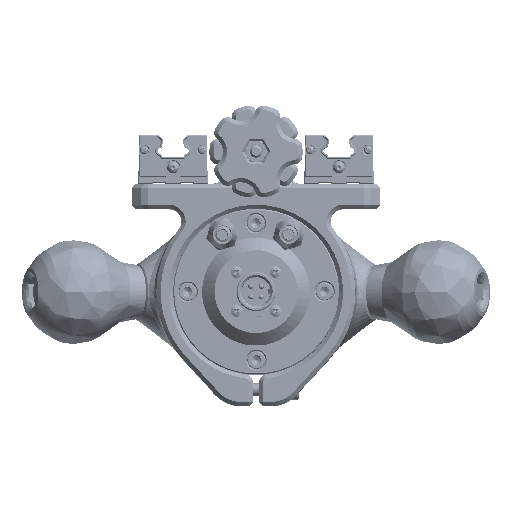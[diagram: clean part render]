
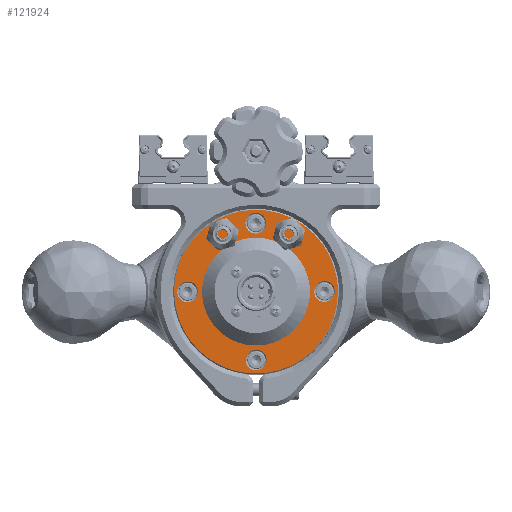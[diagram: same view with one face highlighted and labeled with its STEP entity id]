
A CAD part, top view. The second image highlights one B-rep face of the part: STEP entity #121924.
In plain terms, the highlighted free-form (B-spline) face has degree [1, 1] with [2, 2] control points.
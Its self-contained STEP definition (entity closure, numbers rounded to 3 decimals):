
#121869 = VERTEX_POINT('',#121870);
#121870 = CARTESIAN_POINT('',(30.071,-4.459,
    120.225));
#121877 = EDGE_CURVE('',#121869,#121869,#121878,.T.);
#121878 = ( BOUNDED_CURVE() B_SPLINE_CURVE(2,(#121879,#121880,#121881,
    #121882,#121883,#121884,#121885),.UNSPECIFIED.,.T.,.F.) 
B_SPLINE_CURVE_WITH_KNOTS((1,2,2,2,2,1),(-2.094,0.,
    2.094,4.189,6.283,8.378),
.UNSPECIFIED.) CURVE() GEOMETRIC_REPRESENTATION_ITEM() 
RATIONAL_B_SPLINE_CURVE((1.,0.5,1.,0.5,1.,0.5,1.)) REPRESENTATION_ITEM(
  '') );
#121879 = CARTESIAN_POINT('',(30.071,-4.459,
    120.225));
#121880 = CARTESIAN_POINT('',(37.958,-4.434,
    120.225));
#121881 = CARTESIAN_POINT('',(33.993,2.384,
    120.225));
#121882 = CARTESIAN_POINT('',(30.027,9.203,
    120.225));
#121883 = CARTESIAN_POINT('',(26.105,2.359,
    120.225));
#121884 = CARTESIAN_POINT('',(22.183,-4.484,
    120.225));
#121885 = CARTESIAN_POINT('',(30.071,-4.459,
    120.225));
#121924 = ADVANCED_FACE('',(#121925,#121939,#121953,#121967,#121981,
    #121995),#121998,.F.);
#121925 = FACE_BOUND('',#121926,.F.);
#121926 = EDGE_LOOP('',(#121927));
#121927 = ORIENTED_EDGE('',*,*,#121928,.T.);
#121928 = EDGE_CURVE('',#121929,#121929,#121931,.T.);
#121929 = VERTEX_POINT('',#121930);
#121930 = CARTESIAN_POINT('',(-30.042,-4.649,
    120.225));
#121931 = ( BOUNDED_CURVE() B_SPLINE_CURVE(2,(#121932,#121933,#121934,
    #121935,#121936,#121937,#121938),.UNSPECIFIED.,.T.,.F.) 
B_SPLINE_CURVE_WITH_KNOTS((1,2,2,2,2,1),(-2.094,0.,
    2.094,4.189,6.283,8.378),
.UNSPECIFIED.) CURVE() GEOMETRIC_REPRESENTATION_ITEM() 
RATIONAL_B_SPLINE_CURVE((1.,0.5,1.,0.5,1.,0.5,1.)) REPRESENTATION_ITEM(
  '') );
#121932 = CARTESIAN_POINT('',(-30.042,-4.649,
    120.225));
#121933 = CARTESIAN_POINT('',(-22.154,-4.624,
    120.225));
#121934 = CARTESIAN_POINT('',(-26.12,2.195,
    120.225));
#121935 = CARTESIAN_POINT('',(-30.085,9.013,
    120.225));
#121936 = CARTESIAN_POINT('',(-34.007,2.17,
    120.225));
#121937 = CARTESIAN_POINT('',(-37.93,-4.674,
    120.225));
#121938 = CARTESIAN_POINT('',(-30.042,-4.649,
    120.225));
#121939 = FACE_BOUND('',#121940,.F.);
#121940 = EDGE_LOOP('',(#121941));
#121941 = ORIENTED_EDGE('',*,*,#121942,.T.);
#121942 = EDGE_CURVE('',#121943,#121943,#121945,.T.);
#121943 = VERTEX_POINT('',#121944);
#121944 = CARTESIAN_POINT('',(35.976,0.113,
    120.225));
#121945 = ( BOUNDED_CURVE() B_SPLINE_CURVE(2,(#121946,#121947,#121948,
    #121949,#121950,#121951,#121952),.UNSPECIFIED.,.T.,.F.) 
B_SPLINE_CURVE_WITH_KNOTS((1,2,2,2,2,1),(-2.094,0.,
    2.094,4.189,6.283,8.378),
.UNSPECIFIED.) CURVE() GEOMETRIC_REPRESENTATION_ITEM() 
RATIONAL_B_SPLINE_CURVE((1.,0.5,1.,0.5,1.,0.5,1.)) REPRESENTATION_ITEM(
  '') );
#121946 = CARTESIAN_POINT('',(35.976,0.113,
    120.225));
#121947 = CARTESIAN_POINT('',(36.173,-62.199,
    120.225));
#121948 = CARTESIAN_POINT('',(-17.89,-31.213,
    120.225));
#121949 = CARTESIAN_POINT('',(-71.953,-0.227,
    120.225));
#121950 = CARTESIAN_POINT('',(-18.086,31.1,
    120.225));
#121951 = CARTESIAN_POINT('',(35.78,62.426,
    120.225));
#121952 = CARTESIAN_POINT('',(35.976,0.113,
    120.225));
#121953 = FACE_BOUND('',#121954,.F.);
#121954 = EDGE_LOOP('',(#121955));
#121955 = ORIENTED_EDGE('',*,*,#121956,.F.);
#121956 = EDGE_CURVE('',#121957,#121957,#121959,.T.);
#121957 = VERTEX_POINT('',#121958);
#121958 = CARTESIAN_POINT('',(23.681,0.075,
    120.225));
#121959 = ( BOUNDED_CURVE() B_SPLINE_CURVE(2,(#121960,#121961,#121962,
    #121963,#121964,#121965,#121966),.UNSPECIFIED.,.T.,.F.) 
B_SPLINE_CURVE_WITH_KNOTS((1,2,2,2,2,1),(-2.094,0.,
    2.094,4.189,6.283,8.378),
.UNSPECIFIED.) CURVE() GEOMETRIC_REPRESENTATION_ITEM() 
RATIONAL_B_SPLINE_CURVE((1.,0.5,1.,0.5,1.,0.5,1.)) REPRESENTATION_ITEM(
  '') );
#121960 = CARTESIAN_POINT('',(23.681,0.075,
    120.225));
#121961 = CARTESIAN_POINT('',(23.81,-40.941,
    120.225));
#121962 = CARTESIAN_POINT('',(-11.776,-20.545,
    120.225));
#121963 = CARTESIAN_POINT('',(-47.361,-0.149,
    120.225));
#121964 = CARTESIAN_POINT('',(-11.905,20.471,
    120.225));
#121965 = CARTESIAN_POINT('',(23.551,41.091,
    120.225));
#121966 = CARTESIAN_POINT('',(23.681,0.075,
    120.225));
#121967 = FACE_BOUND('',#121968,.F.);
#121968 = EDGE_LOOP('',(#121969));
#121969 = ORIENTED_EDGE('',*,*,#121970,.T.);
#121970 = EDGE_CURVE('',#121971,#121971,#121973,.T.);
#121971 = VERTEX_POINT('',#121972);
#121972 = CARTESIAN_POINT('',(0.109,-34.61,
    120.225));
#121973 = ( BOUNDED_CURVE() B_SPLINE_CURVE(2,(#121974,#121975,#121976,
    #121977,#121978,#121979,#121980),.UNSPECIFIED.,.T.,.F.) 
B_SPLINE_CURVE_WITH_KNOTS((1,2,2,2,2,1),(-2.094,0.,
    2.094,4.189,6.283,8.378),
.UNSPECIFIED.) CURVE() GEOMETRIC_REPRESENTATION_ITEM() 
RATIONAL_B_SPLINE_CURVE((1.,0.5,1.,0.5,1.,0.5,1.)) REPRESENTATION_ITEM(
  '') );
#121974 = CARTESIAN_POINT('',(0.109,-34.61,
    120.225));
#121975 = CARTESIAN_POINT('',(7.997,-34.585,
    120.225));
#121976 = CARTESIAN_POINT('',(4.031,-27.767,
    120.225));
#121977 = CARTESIAN_POINT('',(0.066,-20.948,
    120.225));
#121978 = CARTESIAN_POINT('',(-3.856,-27.792,
    120.225));
#121979 = CARTESIAN_POINT('',(-7.779,-34.635,
    120.225));
#121980 = CARTESIAN_POINT('',(0.109,-34.61,
    120.225));
#121981 = FACE_BOUND('',#121982,.F.);
#121982 = EDGE_LOOP('',(#121983));
#121983 = ORIENTED_EDGE('',*,*,#121984,.T.);
#121984 = EDGE_CURVE('',#121985,#121985,#121987,.T.);
#121985 = VERTEX_POINT('',#121986);
#121986 = CARTESIAN_POINT('',(-0.08,25.502,
    120.225));
#121987 = ( BOUNDED_CURVE() B_SPLINE_CURVE(2,(#121988,#121989,#121990,
    #121991,#121992,#121993,#121994),.UNSPECIFIED.,.T.,.F.) 
B_SPLINE_CURVE_WITH_KNOTS((1,2,2,2,2,1),(-2.094,0.,
    2.094,4.189,6.283,8.378),
.UNSPECIFIED.) CURVE() GEOMETRIC_REPRESENTATION_ITEM() 
RATIONAL_B_SPLINE_CURVE((1.,0.5,1.,0.5,1.,0.5,1.)) REPRESENTATION_ITEM(
  '') );
#121988 = CARTESIAN_POINT('',(-0.08,25.502,
    120.225));
#121989 = CARTESIAN_POINT('',(7.807,25.527,
    120.225));
#121990 = CARTESIAN_POINT('',(3.842,32.346,
    120.225));
#121991 = CARTESIAN_POINT('',(-0.124,39.164,
    120.225));
#121992 = CARTESIAN_POINT('',(-4.046,32.321,
    120.225));
#121993 = CARTESIAN_POINT('',(-7.968,25.477,
    120.225));
#121994 = CARTESIAN_POINT('',(-0.08,25.502,
    120.225));
#121995 = FACE_BOUND('',#121996,.F.);
#121996 = EDGE_LOOP('',(#121997));
#121997 = ORIENTED_EDGE('',*,*,#121877,.T.);
#121998 = B_SPLINE_SURFACE_WITH_KNOTS('',1,1,(
    (#121999,#122000)
    ,(#122001,#122002
    )),.UNSPECIFIED.,.F.,.F.,.F.,(2,2),(2,2),(-39.5,39.5),(-39.5,39.5),
  .PIECEWISE_BEZIER_KNOTS.);
#121999 = CARTESIAN_POINT('',(-36.09,35.863,
    120.225));
#122000 = CARTESIAN_POINT('',(-35.863,-36.09,
    120.225));
#122001 = CARTESIAN_POINT('',(35.863,36.09,
    120.225));
#122002 = CARTESIAN_POINT('',(36.09,-35.863,
    120.225));
